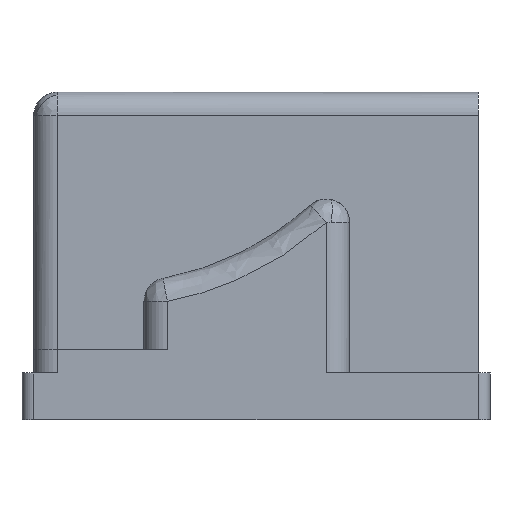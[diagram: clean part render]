
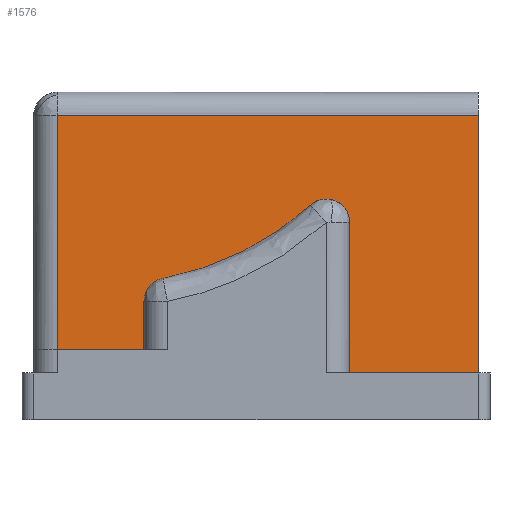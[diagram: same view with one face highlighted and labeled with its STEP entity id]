
A CAD part, front view. The second image highlights one B-rep face of the part: STEP entity #1576.
In plain terms, the highlighted planar face has unit normal (0, -1, 0).
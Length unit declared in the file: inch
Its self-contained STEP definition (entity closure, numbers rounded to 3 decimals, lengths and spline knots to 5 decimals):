
#38 = AXIS2_PLACEMENT_3D ( 'NONE', #2419, #2403, #589 ) ;
#46 = VECTOR ( 'NONE', #1645, 39.37008 ) ;
#59 = CARTESIAN_POINT ( 'NONE',  ( -1.88481, -1.9685, 1.1811 ) ) ;
#70 = CARTESIAN_POINT ( 'NONE',  ( 3.74016, -1.9685, 0.7874 ) ) ;
#91 = DIRECTION ( 'NONE',  ( 1., 0., 0. ) ) ;
#102 = AXIS2_PLACEMENT_3D ( 'NONE', #1380, #2376, #2180 ) ;
#116 = AXIS2_PLACEMENT_3D ( 'NONE', #1801, #1979, #575 ) ;
#153 = VERTEX_POINT ( 'NONE', #2084 ) ;
#166 = DIRECTION ( 'NONE',  ( 0., 0., -1. ) ) ;
#228 = CARTESIAN_POINT ( 'NONE',  ( 1.5748, -1.9685, 5.11811 ) ) ;
#259 = CARTESIAN_POINT ( 'NONE',  ( -3.34646, -1.9685, 5.11811 ) ) ;
#272 = VERTEX_POINT ( 'NONE', #1888 ) ;
#281 = ORIENTED_EDGE ( 'NONE', *, *, #1446, .F. ) ;
#430 = ORIENTED_EDGE ( 'NONE', *, *, #1294, .T. ) ;
#462 = VECTOR ( 'NONE', #166, 39.37008 ) ;
#480 = CARTESIAN_POINT ( 'NONE',  ( -1.88481, -1.9685, 0.7874 ) ) ;
#492 = LINE ( 'NONE', #1577, #462 ) ;
#502 = EDGE_CURVE ( 'NONE', #153, #2503, #611, .T. ) ;
#504 = DIRECTION ( 'NONE',  ( 0., 0., -1. ) ) ;
#521 = CARTESIAN_POINT ( 'NONE',  ( -1.56415, -1.9685, 2.38027 ) ) ;
#543 = EDGE_CURVE ( 'NONE', #1427, #579, #492, .T. ) ;
#575 = DIRECTION ( 'NONE',  ( 0., 0., -1. ) ) ;
#579 = VERTEX_POINT ( 'NONE', #2427 ) ;
#589 = DIRECTION ( 'NONE',  ( 0., 0., -1. ) ) ;
#603 = FACE_OUTER_BOUND ( 'NONE', #1923, .T. ) ;
#611 = CIRCLE ( 'NONE', #102, 0.3937 ) ;
#745 = ORIENTED_EDGE ( 'NONE', *, *, #502, .T. ) ;
#782 = EDGE_CURVE ( 'NONE', #810, #153, #1245, .T. ) ;
#790 = CARTESIAN_POINT ( 'NONE',  ( 1.5748, -1.9685, 3.31948 ) ) ;
#810 = VERTEX_POINT ( 'NONE', #59 ) ;
#870 = LINE ( 'NONE', #2489, #1398 ) ;
#892 = EDGE_CURVE ( 'NONE', #579, #810, #870, .T. ) ;
#918 = ORIENTED_EDGE ( 'NONE', *, *, #2279, .T. ) ;
#945 = DIRECTION ( 'NONE',  ( 0., -1., 0. ) ) ;
#960 = CIRCLE ( 'NONE', #38, 0.3937 ) ;
#962 = PLANE ( 'NONE',  #116 ) ;
#988 = ORIENTED_EDGE ( 'NONE', *, *, #892, .T. ) ;
#1092 = DIRECTION ( 'NONE',  ( 0., 0., 1. ) ) ;
#1144 = ORIENTED_EDGE ( 'NONE', *, *, #782, .T. ) ;
#1184 = VECTOR ( 'NONE', #504, 39.37008 ) ;
#1245 = LINE ( 'NONE', #480, #1631 ) ;
#1294 = EDGE_CURVE ( 'NONE', #272, #2106, #960, .T. ) ;
#1358 = VECTOR ( 'NONE', #2242, 39.37008 ) ;
#1361 = VECTOR ( 'NONE', #1867, 39.37008 ) ;
#1380 = CARTESIAN_POINT ( 'NONE',  ( -1.49111, -1.9685, 1.9934 ) ) ;
#1390 = EDGE_CURVE ( 'NONE', #1749, #1392, #2529, .T. ) ;
#1392 = VERTEX_POINT ( 'NONE', #2274 ) ;
#1398 = VECTOR ( 'NONE', #91, 39.37008 ) ;
#1427 = VERTEX_POINT ( 'NONE', #259 ) ;
#1444 = CARTESIAN_POINT ( 'NONE',  ( 0., -1.9685, 0.7874 ) ) ;
#1446 = EDGE_CURVE ( 'NONE', #2153, #1749, #1655, .T. ) ;
#1576 = ADVANCED_FACE ( 'NONE', ( #603 ), #962, .T. ) ;
#1577 = CARTESIAN_POINT ( 'NONE',  ( -3.34646, -1.9685, 0.7874 ) ) ;
#1589 = AXIS2_PLACEMENT_3D ( 'NONE', #2530, #945, #2356 ) ;
#1631 = VECTOR ( 'NONE', #1092, 39.37008 ) ;
#1645 = DIRECTION ( 'NONE',  ( -1., 0., 0. ) ) ;
#1655 = LINE ( 'NONE', #70, #1358 ) ;
#1727 = LINE ( 'NONE', #2126, #1184 ) ;
#1749 = VERTEX_POINT ( 'NONE', #2448 ) ;
#1762 = ORIENTED_EDGE ( 'NONE', *, *, #1971, .T. ) ;
#1801 = CARTESIAN_POINT ( 'NONE',  ( 1.5748, -1.9685, 0.7874 ) ) ;
#1867 = DIRECTION ( 'NONE',  ( -1., 0., 0. ) ) ;
#1888 = CARTESIAN_POINT ( 'NONE',  ( 0.91719, -1.9685, 3.61163 ) ) ;
#1923 = EDGE_LOOP ( 'NONE', ( #281, #918, #2572, #988, #1144, #745, #1762, #430, #2225, #2319 ) ) ;
#1951 = LINE ( 'NONE', #228, #46 ) ;
#1971 = EDGE_CURVE ( 'NONE', #2503, #272, #2300, .T. ) ;
#1979 = DIRECTION ( 'NONE',  ( 0., -1., 0. ) ) ;
#2084 = CARTESIAN_POINT ( 'NONE',  ( -1.88481, -1.9685, 1.9934 ) ) ;
#2106 = VERTEX_POINT ( 'NONE', #790 ) ;
#2126 = CARTESIAN_POINT ( 'NONE',  ( 1.5748, -1.9685, 0.7874 ) ) ;
#2153 = VERTEX_POINT ( 'NONE', #2412 ) ;
#2180 = DIRECTION ( 'NONE',  ( 0., 0., 1. ) ) ;
#2225 = ORIENTED_EDGE ( 'NONE', *, *, #2436, .T. ) ;
#2242 = DIRECTION ( 'NONE',  ( 0., 0., -1. ) ) ;
#2274 = CARTESIAN_POINT ( 'NONE',  ( 1.5748, -1.9685, 0.7874 ) ) ;
#2279 = EDGE_CURVE ( 'NONE', #2153, #1427, #1951, .T. ) ;
#2300 = CIRCLE ( 'NONE', #1589, 5.11811 ) ;
#2319 = ORIENTED_EDGE ( 'NONE', *, *, #1390, .F. ) ;
#2356 = DIRECTION ( 'NONE',  ( 0., 0., -1. ) ) ;
#2376 = DIRECTION ( 'NONE',  ( 0., 1., 0. ) ) ;
#2403 = DIRECTION ( 'NONE',  ( 0., 1., 0. ) ) ;
#2412 = CARTESIAN_POINT ( 'NONE',  ( 3.74016, -1.9685, 5.11811 ) ) ;
#2419 = CARTESIAN_POINT ( 'NONE',  ( 1.1811, -1.9685, 3.31948 ) ) ;
#2427 = CARTESIAN_POINT ( 'NONE',  ( -3.34646, -1.9685, 1.1811 ) ) ;
#2436 = EDGE_CURVE ( 'NONE', #2106, #1392, #1727, .T. ) ;
#2448 = CARTESIAN_POINT ( 'NONE',  ( 3.74016, -1.9685, 0.7874 ) ) ;
#2489 = CARTESIAN_POINT ( 'NONE',  ( 1.5748, -1.9685, 1.1811 ) ) ;
#2503 = VERTEX_POINT ( 'NONE', #521 ) ;
#2529 = LINE ( 'NONE', #1444, #1361 ) ;
#2530 = CARTESIAN_POINT ( 'NONE',  ( -2.51371, -1.9685, 7.40952 ) ) ;
#2572 = ORIENTED_EDGE ( 'NONE', *, *, #543, .T. ) ;
